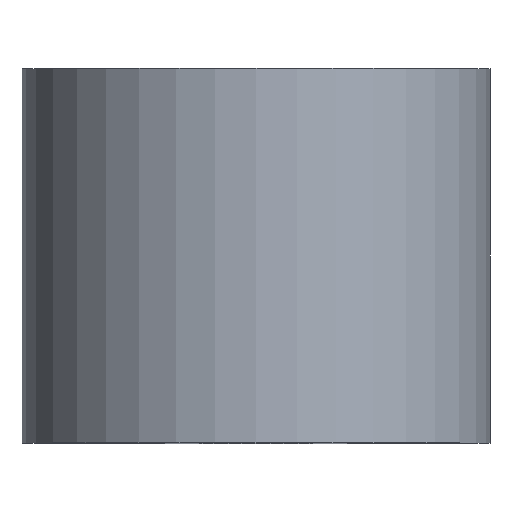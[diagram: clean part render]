
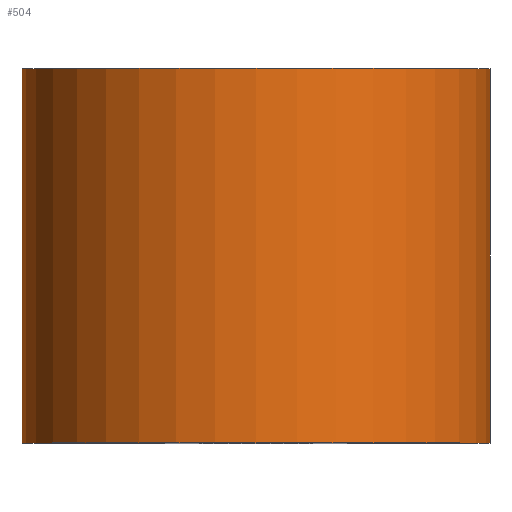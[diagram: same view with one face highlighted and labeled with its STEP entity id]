
A CAD part, top view. The second image highlights one B-rep face of the part: STEP entity #504.
In plain terms, the highlighted cylindrical face has radius 12.5 mm (diameter 25 mm), a partial arc.
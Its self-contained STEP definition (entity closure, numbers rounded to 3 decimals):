
#342=EDGE_CURVE('',#454,#676,#804,.T.);
#454=VERTEX_POINT('',#930);
#458=EDGE_CURVE('',#570,#676,#936,.T.);
#504=ADVANCED_FACE('',(#987),#988,.T.);
#570=VERTEX_POINT('',#1064);
#638=EDGE_CURVE('',#570,#668,#1146,.T.);
#658=EDGE_CURVE('',#454,#668,#1168,.T.);
#668=VERTEX_POINT('',#1179);
#676=VERTEX_POINT('',#1187);
#804=LINE('',#1336,#1337);
#930=CARTESIAN_POINT('',(12.5,0.0,0.0));
#936=CIRCLE('',#1507,12.5);
#987=FACE_OUTER_BOUND('',#1576,.T.);
#988=CYLINDRICAL_SURFACE('',#1577,12.5);
#1064=CARTESIAN_POINT('',(-12.5,20.0,0.));
#1146=LINE('',#1772,#1773);
#1168=CIRCLE('',#1804,12.5);
#1179=CARTESIAN_POINT('',(-12.5,0.0,0.));
#1187=CARTESIAN_POINT('',(12.5,20.0,0.0));
#1336=CARTESIAN_POINT('',(12.5,10.0,0.));
#1337=VECTOR('',#1946,1.0);
#1507=AXIS2_PLACEMENT_3D('',#2120,#2121,#2122);
#1576=EDGE_LOOP('',(#2186,#2187,#2188,#2189));
#1577=AXIS2_PLACEMENT_3D('',#2190,#2191,#2192);
#1772=CARTESIAN_POINT('',(-12.5,10.0,0.));
#1773=VECTOR('',#2402,1.0);
#1804=AXIS2_PLACEMENT_3D('',#2433,#2434,#2435);
#1946=DIRECTION('',(0.0,1.0,0.0));
#2120=CARTESIAN_POINT('',(0.0,20.0,0.0));
#2121=DIRECTION('',(-0.0,1.0,0.0));
#2122=DIRECTION('',(1.0,0.0,0.0));
#2186=ORIENTED_EDGE('',*,*,#342,.T.);
#2187=ORIENTED_EDGE('',*,*,#458,.F.);
#2188=ORIENTED_EDGE('',*,*,#638,.T.);
#2189=ORIENTED_EDGE('',*,*,#658,.F.);
#2190=CARTESIAN_POINT('',(0.0,10.0,0.0));
#2191=DIRECTION('',(0.0,-1.0,-0.0));
#2192=DIRECTION('',(1.0,0.0,0.0));
#2402=DIRECTION('',(-0.0,-1.0,-0.0));
#2433=CARTESIAN_POINT('',(0.0,0.0,0.0));
#2434=DIRECTION('',(0.0,-1.0,0.0));
#2435=DIRECTION('',(1.0,0.0,0.0));
